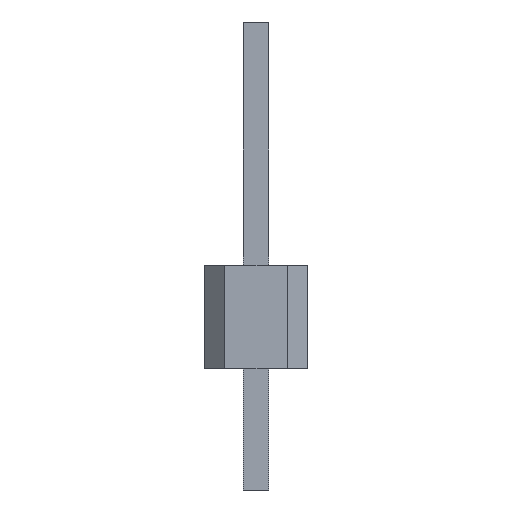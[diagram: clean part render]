
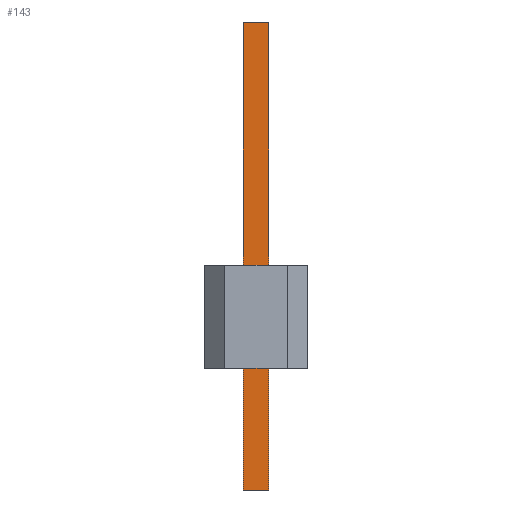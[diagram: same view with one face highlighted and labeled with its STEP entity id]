
A CAD part, left-side view. The second image highlights one B-rep face of the part: STEP entity #143.
In plain terms, the highlighted planar face has unit normal (-1, 0, 0).
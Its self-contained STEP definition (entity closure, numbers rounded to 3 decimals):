
#143 = ADVANCED_FACE ( 'NONE', ( #928 ), #927, .T. ) ;
#145 = EDGE_LOOP ( 'NONE', ( #146, #150, #153, #156 ) ) ;
#146 = ORIENTED_EDGE ( 'NONE', *, *, #147, .F. ) ;
#147 = EDGE_CURVE ( 'NONE', #148, #149, #922, .T. ) ;
#148 = VERTEX_POINT ( 'NONE', #918 ) ;
#149 = VERTEX_POINT ( 'NONE', #917 ) ;
#150 = ORIENTED_EDGE ( 'NONE', *, *, #151, .F. ) ;
#151 = EDGE_CURVE ( 'NONE', #152, #148, #916, .T. ) ;
#152 = VERTEX_POINT ( 'NONE', #912 ) ;
#153 = ORIENTED_EDGE ( 'NONE', *, *, #154, .T. ) ;
#154 = EDGE_CURVE ( 'NONE', #152, #155, #911, .T. ) ;
#155 = VERTEX_POINT ( 'NONE', #907 ) ;
#156 = ORIENTED_EDGE ( 'NONE', *, *, #157, .T. ) ;
#157 = EDGE_CURVE ( 'NONE', #155, #149, #906, .T. ) ;
#903 = DIRECTION ( 'NONE',  ( 0., 0., -1. ) ) ;
#904 = VECTOR ( 'NONE', #903, 1000. ) ;
#905 = CARTESIAN_POINT ( 'NONE',  ( -0.32, 0.32, 8.54 ) ) ;
#906 = LINE ( 'NONE', #905, #904 ) ;
#907 = CARTESIAN_POINT ( 'NONE',  ( -0.32, 0.32, 8.54 ) ) ;
#908 = DIRECTION ( 'NONE',  ( 0., 1., 0. ) ) ;
#909 = VECTOR ( 'NONE', #908, 1000. ) ;
#910 = CARTESIAN_POINT ( 'NONE',  ( -0.32, 0.32, 8.54 ) ) ;
#911 = LINE ( 'NONE', #910, #909 ) ;
#912 = CARTESIAN_POINT ( 'NONE',  ( -0.32, -0.32, 8.54 ) ) ;
#913 = DIRECTION ( 'NONE',  ( 0., 0., -1. ) ) ;
#914 = VECTOR ( 'NONE', #913, 1000. ) ;
#915 = CARTESIAN_POINT ( 'NONE',  ( -0.32, -0.32, 8.54 ) ) ;
#916 = LINE ( 'NONE', #915, #914 ) ;
#917 = CARTESIAN_POINT ( 'NONE',  ( -0.32, 0.32, -3. ) ) ;
#918 = CARTESIAN_POINT ( 'NONE',  ( -0.32, -0.32, -3. ) ) ;
#919 = DIRECTION ( 'NONE',  ( 0., 1., 0. ) ) ;
#920 = VECTOR ( 'NONE', #919, 1000. ) ;
#921 = CARTESIAN_POINT ( 'NONE',  ( -0.32, 0.32, -3. ) ) ;
#922 = LINE ( 'NONE', #921, #920 ) ;
#923 = DIRECTION ( 'NONE',  ( 0., -1., 0. ) ) ;
#924 = DIRECTION ( 'NONE',  ( -1., 0., 0. ) ) ;
#925 = CARTESIAN_POINT ( 'NONE',  ( -0.32, 0.32, 8.54 ) ) ;
#926 = AXIS2_PLACEMENT_3D ( 'NONE', #925, #924, #923 ) ;
#927 = PLANE ( 'NONE',  #926 ) ;
#928 = FACE_OUTER_BOUND ( 'NONE', #145, .T. ) ;
